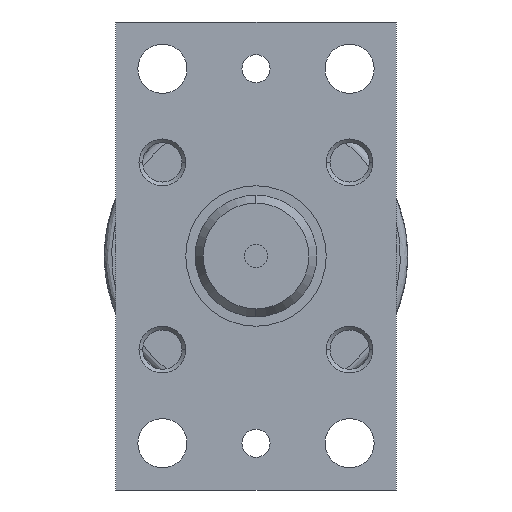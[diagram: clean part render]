
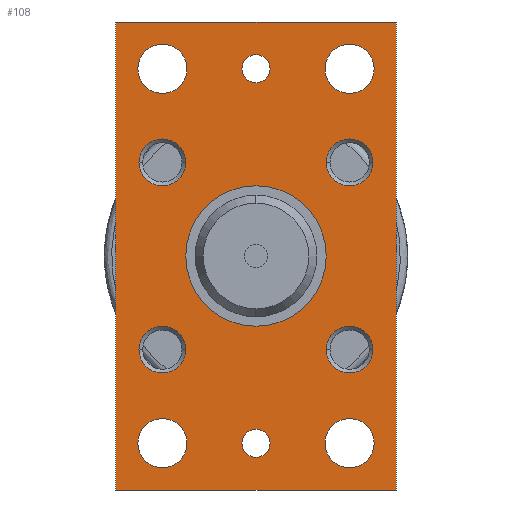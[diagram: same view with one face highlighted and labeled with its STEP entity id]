
A CAD part, left-side view. The second image highlights one B-rep face of the part: STEP entity #108.
In plain terms, the highlighted planar face has unit normal (-1, 0, 0).
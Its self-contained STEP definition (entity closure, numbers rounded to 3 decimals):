
#108=ADVANCED_FACE('',(#271,#272,#273,#274,#275,#276,#277,#278,#279,#280,#281,#282),#283,.F.);
#271=FACE_BOUND('',#512,.T.);
#272=FACE_BOUND('',#513,.T.);
#273=FACE_BOUND('',#514,.T.);
#274=FACE_BOUND('',#515,.T.);
#275=FACE_BOUND('',#516,.T.);
#276=FACE_BOUND('',#517,.T.);
#277=FACE_BOUND('',#518,.T.);
#278=FACE_BOUND('',#519,.T.);
#279=FACE_BOUND('',#520,.T.);
#280=FACE_BOUND('',#521,.T.);
#281=FACE_BOUND('',#522,.T.);
#282=FACE_OUTER_BOUND('',#523,.T.);
#283=PLANE('',#524);
#512=EDGE_LOOP('',(#865,#866));
#513=EDGE_LOOP('',(#867,#868));
#514=EDGE_LOOP('',(#869,#870));
#515=EDGE_LOOP('',(#871,#872));
#516=EDGE_LOOP('',(#873,#874));
#517=EDGE_LOOP('',(#875,#876));
#518=EDGE_LOOP('',(#877,#878));
#519=EDGE_LOOP('',(#879,#880));
#520=EDGE_LOOP('',(#881,#882));
#521=EDGE_LOOP('',(#883,#884));
#522=EDGE_LOOP('',(#885,#886));
#523=EDGE_LOOP('',(#887,#888,#889,#890));
#524=AXIS2_PLACEMENT_3D('',#891,#892,#893);
#865=ORIENTED_EDGE('',*,*,#1427,.T.);
#866=ORIENTED_EDGE('',*,*,#1428,.T.);
#867=ORIENTED_EDGE('',*,*,#1429,.T.);
#868=ORIENTED_EDGE('',*,*,#1430,.T.);
#869=ORIENTED_EDGE('',*,*,#1431,.T.);
#870=ORIENTED_EDGE('',*,*,#1432,.T.);
#871=ORIENTED_EDGE('',*,*,#1433,.T.);
#872=ORIENTED_EDGE('',*,*,#1434,.T.);
#873=ORIENTED_EDGE('',*,*,#1435,.T.);
#874=ORIENTED_EDGE('',*,*,#1436,.T.);
#875=ORIENTED_EDGE('',*,*,#1437,.T.);
#876=ORIENTED_EDGE('',*,*,#1416,.T.);
#877=ORIENTED_EDGE('',*,*,#1438,.T.);
#878=ORIENTED_EDGE('',*,*,#1401,.T.);
#879=ORIENTED_EDGE('',*,*,#1439,.T.);
#880=ORIENTED_EDGE('',*,*,#1440,.T.);
#881=ORIENTED_EDGE('',*,*,#1441,.T.);
#882=ORIENTED_EDGE('',*,*,#1442,.T.);
#883=ORIENTED_EDGE('',*,*,#1443,.T.);
#884=ORIENTED_EDGE('',*,*,#1444,.T.);
#885=ORIENTED_EDGE('',*,*,#1445,.T.);
#886=ORIENTED_EDGE('',*,*,#1446,.T.);
#887=ORIENTED_EDGE('',*,*,#1447,.T.);
#888=ORIENTED_EDGE('',*,*,#1448,.T.);
#889=ORIENTED_EDGE('',*,*,#1404,.T.);
#890=ORIENTED_EDGE('',*,*,#1449,.T.);
#891=CARTESIAN_POINT('',(-10.0,0.0,0.0));
#892=DIRECTION('',(1.0,0.0,0.));
#893=DIRECTION('',(0.,0.0,-1.0));
#1401=EDGE_CURVE('',#1627,#1631,#1633,.T.);
#1404=EDGE_CURVE('',#1638,#1636,#1639,.T.);
#1416=EDGE_CURVE('',#1654,#1658,#1660,.T.);
#1427=EDGE_CURVE('',#1677,#1678,#1679,.T.);
#1428=EDGE_CURVE('',#1678,#1677,#1680,.T.);
#1429=EDGE_CURVE('',#1681,#1682,#1683,.T.);
#1430=EDGE_CURVE('',#1682,#1681,#1684,.T.);
#1431=EDGE_CURVE('',#1685,#1686,#1687,.T.);
#1432=EDGE_CURVE('',#1686,#1685,#1688,.T.);
#1433=EDGE_CURVE('',#1689,#1690,#1691,.T.);
#1434=EDGE_CURVE('',#1690,#1689,#1692,.T.);
#1435=EDGE_CURVE('',#1693,#1694,#1695,.T.);
#1436=EDGE_CURVE('',#1694,#1693,#1696,.T.);
#1437=EDGE_CURVE('',#1658,#1654,#1697,.T.);
#1438=EDGE_CURVE('',#1631,#1627,#1698,.T.);
#1439=EDGE_CURVE('',#1699,#1700,#1701,.T.);
#1440=EDGE_CURVE('',#1700,#1699,#1702,.T.);
#1441=EDGE_CURVE('',#1703,#1704,#1705,.T.);
#1442=EDGE_CURVE('',#1704,#1703,#1706,.T.);
#1443=EDGE_CURVE('',#1707,#1708,#1709,.T.);
#1444=EDGE_CURVE('',#1708,#1707,#1710,.T.);
#1445=EDGE_CURVE('',#1711,#1712,#1713,.T.);
#1446=EDGE_CURVE('',#1712,#1711,#1714,.T.);
#1447=EDGE_CURVE('',#1715,#1716,#1717,.T.);
#1448=EDGE_CURVE('',#1716,#1638,#1718,.T.);
#1449=EDGE_CURVE('',#1636,#1715,#1719,.T.);
#1627=VERTEX_POINT('',#1953);
#1631=VERTEX_POINT('',#1958);
#1633=CIRCLE('',#1961,5.25);
#1636=VERTEX_POINT('',#1964);
#1638=VERTEX_POINT('',#1967);
#1639=LINE('',#1968,#1969);
#1654=VERTEX_POINT('',#1988);
#1658=VERTEX_POINT('',#1993);
#1660=CIRCLE('',#1996,3.0);
#1677=VERTEX_POINT('',#2015);
#1678=VERTEX_POINT('',#2016);
#1679=CIRCLE('',#2017,5.0);
#1680=CIRCLE('',#2018,5.0);
#1681=VERTEX_POINT('',#2019);
#1682=VERTEX_POINT('',#2020);
#1683=CIRCLE('',#2021,5.0);
#1684=CIRCLE('',#2022,5.0);
#1685=VERTEX_POINT('',#2023);
#1686=VERTEX_POINT('',#2024);
#1687=CIRCLE('',#2025,5.0);
#1688=CIRCLE('',#2026,5.0);
#1689=VERTEX_POINT('',#2027);
#1690=VERTEX_POINT('',#2028);
#1691=CIRCLE('',#2029,5.0);
#1692=CIRCLE('',#2030,5.0);
#1693=VERTEX_POINT('',#2031);
#1694=VERTEX_POINT('',#2032);
#1695=CIRCLE('',#2033,3.0);
#1696=CIRCLE('',#2034,3.0);
#1697=CIRCLE('',#2035,3.0);
#1698=CIRCLE('',#2036,5.25);
#1699=VERTEX_POINT('',#2037);
#1700=VERTEX_POINT('',#2038);
#1701=CIRCLE('',#2039,5.25);
#1702=CIRCLE('',#2040,5.25);
#1703=VERTEX_POINT('',#2041);
#1704=VERTEX_POINT('',#2042);
#1705=CIRCLE('',#2043,5.25);
#1706=CIRCLE('',#2044,5.25);
#1707=VERTEX_POINT('',#2045);
#1708=VERTEX_POINT('',#2046);
#1709=CIRCLE('',#2047,5.25);
#1710=CIRCLE('',#2048,5.25);
#1711=VERTEX_POINT('',#2049);
#1712=VERTEX_POINT('',#2050);
#1713=CIRCLE('',#2051,15.0);
#1714=CIRCLE('',#2052,15.0);
#1715=VERTEX_POINT('',#2053);
#1716=VERTEX_POINT('',#2054);
#1717=LINE('',#2055,#2056);
#1718=LINE('',#2057,#2058);
#1719=LINE('',#2059,#2060);
#1953=CARTESIAN_POINT('',(-10.0,20.0,-45.25));
#1958=CARTESIAN_POINT('',(-10.0,20.0,-34.75));
#1961=AXIS2_PLACEMENT_3D('',#2363,#2364,#2365);
#1964=CARTESIAN_POINT('',(-10.0,30.0,50.0));
#1967=CARTESIAN_POINT('',(-10.0,-30.0,50.0));
#1968=CARTESIAN_POINT('',(-10.0,0.0,50.0));
#1969=VECTOR('',#2367,1.0);
#1988=CARTESIAN_POINT('',(-10.0,0.,37.0));
#1993=CARTESIAN_POINT('',(-10.0,0.,43.0));
#1996=AXIS2_PLACEMENT_3D('',#2383,#2384,#2385);
#2015=CARTESIAN_POINT('',(-10.0,25.0,-20.0));
#2016=CARTESIAN_POINT('',(-10.0,15.0,-20.0));
#2017=AXIS2_PLACEMENT_3D('',#2403,#2404,#2405);
#2018=AXIS2_PLACEMENT_3D('',#2406,#2407,#2408);
#2019=CARTESIAN_POINT('',(-10.0,-15.0,-20.0));
#2020=CARTESIAN_POINT('',(-10.0,-25.0,-20.0));
#2021=AXIS2_PLACEMENT_3D('',#2409,#2410,#2411);
#2022=AXIS2_PLACEMENT_3D('',#2412,#2413,#2414);
#2023=CARTESIAN_POINT('',(-10.0,25.0,20.0));
#2024=CARTESIAN_POINT('',(-10.0,15.0,20.0));
#2025=AXIS2_PLACEMENT_3D('',#2415,#2416,#2417);
#2026=AXIS2_PLACEMENT_3D('',#2418,#2419,#2420);
#2027=CARTESIAN_POINT('',(-10.0,-15.0,20.0));
#2028=CARTESIAN_POINT('',(-10.0,-25.0,20.0));
#2029=AXIS2_PLACEMENT_3D('',#2421,#2422,#2423);
#2030=AXIS2_PLACEMENT_3D('',#2424,#2425,#2426);
#2031=CARTESIAN_POINT('',(-10.0,0.,-37.0));
#2032=CARTESIAN_POINT('',(-10.0,0.,-43.0));
#2033=AXIS2_PLACEMENT_3D('',#2427,#2428,#2429);
#2034=AXIS2_PLACEMENT_3D('',#2430,#2431,#2432);
#2035=AXIS2_PLACEMENT_3D('',#2433,#2434,#2435);
#2036=AXIS2_PLACEMENT_3D('',#2436,#2437,#2438);
#2037=CARTESIAN_POINT('',(-10.0,-20.0,-34.75));
#2038=CARTESIAN_POINT('',(-10.0,-20.0,-45.25));
#2039=AXIS2_PLACEMENT_3D('',#2439,#2440,#2441);
#2040=AXIS2_PLACEMENT_3D('',#2442,#2443,#2444);
#2041=CARTESIAN_POINT('',(-10.0,20.0,45.25));
#2042=CARTESIAN_POINT('',(-10.0,20.0,34.75));
#2043=AXIS2_PLACEMENT_3D('',#2445,#2446,#2447);
#2044=AXIS2_PLACEMENT_3D('',#2448,#2449,#2450);
#2045=CARTESIAN_POINT('',(-10.0,-20.0,45.25));
#2046=CARTESIAN_POINT('',(-10.0,-20.0,34.75));
#2047=AXIS2_PLACEMENT_3D('',#2451,#2452,#2453);
#2048=AXIS2_PLACEMENT_3D('',#2454,#2455,#2456);
#2049=CARTESIAN_POINT('',(-10.0,0.,15.0));
#2050=CARTESIAN_POINT('',(-10.0,0.,-15.0));
#2051=AXIS2_PLACEMENT_3D('',#2457,#2458,#2459);
#2052=AXIS2_PLACEMENT_3D('',#2460,#2461,#2462);
#2053=CARTESIAN_POINT('',(-10.0,30.0,-50.0));
#2054=CARTESIAN_POINT('',(-10.0,-30.0,-50.0));
#2055=CARTESIAN_POINT('',(-10.0,0.0,-50.0));
#2056=VECTOR('',#2463,1.0);
#2057=CARTESIAN_POINT('',(-10.0,-30.0,0.0));
#2058=VECTOR('',#2464,1.0);
#2059=CARTESIAN_POINT('',(-10.0,30.0,0.0));
#2060=VECTOR('',#2465,1.0);
#2363=CARTESIAN_POINT('',(-10.0,20.0,-40.0));
#2364=DIRECTION('',(1.0,0.0,0.));
#2365=DIRECTION('',(0.,0.0,-1.0));
#2367=DIRECTION('',(0.0,1.0,0.0));
#2383=CARTESIAN_POINT('',(-10.0,0.0,40.0));
#2384=DIRECTION('',(1.0,0.0,0.));
#2385=DIRECTION('',(0.,0.0,-1.0));
#2403=CARTESIAN_POINT('',(-10.0,20.0,-20.0));
#2404=DIRECTION('',(1.0,-0.0,0.));
#2405=DIRECTION('',(0.0,1.0,0.0));
#2406=CARTESIAN_POINT('',(-10.0,20.0,-20.0));
#2407=DIRECTION('',(1.0,-0.0,0.));
#2408=DIRECTION('',(0.0,1.0,0.0));
#2409=CARTESIAN_POINT('',(-10.0,-20.0,-20.0));
#2410=DIRECTION('',(1.0,-0.0,0.));
#2411=DIRECTION('',(0.0,1.0,0.0));
#2412=CARTESIAN_POINT('',(-10.0,-20.0,-20.0));
#2413=DIRECTION('',(1.0,-0.0,0.));
#2414=DIRECTION('',(0.0,1.0,0.0));
#2415=CARTESIAN_POINT('',(-10.0,20.0,20.0));
#2416=DIRECTION('',(1.0,-0.0,0.));
#2417=DIRECTION('',(0.0,1.0,0.0));
#2418=CARTESIAN_POINT('',(-10.0,20.0,20.0));
#2419=DIRECTION('',(1.0,-0.0,0.));
#2420=DIRECTION('',(0.0,1.0,0.0));
#2421=CARTESIAN_POINT('',(-10.0,-20.0,20.0));
#2422=DIRECTION('',(1.0,-0.0,0.));
#2423=DIRECTION('',(0.0,1.0,0.0));
#2424=CARTESIAN_POINT('',(-10.0,-20.0,20.0));
#2425=DIRECTION('',(1.0,-0.0,0.));
#2426=DIRECTION('',(0.0,1.0,0.0));
#2427=CARTESIAN_POINT('',(-10.0,0.0,-40.0));
#2428=DIRECTION('',(1.0,0.0,0.));
#2429=DIRECTION('',(0.,0.0,-1.0));
#2430=CARTESIAN_POINT('',(-10.0,0.0,-40.0));
#2431=DIRECTION('',(1.0,0.0,0.));
#2432=DIRECTION('',(0.,0.0,-1.0));
#2433=CARTESIAN_POINT('',(-10.0,0.0,40.0));
#2434=DIRECTION('',(1.0,0.0,0.));
#2435=DIRECTION('',(0.,0.0,-1.0));
#2436=CARTESIAN_POINT('',(-10.0,20.0,-40.0));
#2437=DIRECTION('',(1.0,0.0,0.));
#2438=DIRECTION('',(0.,0.0,-1.0));
#2439=CARTESIAN_POINT('',(-10.0,-20.0,-40.0));
#2440=DIRECTION('',(1.0,0.0,0.));
#2441=DIRECTION('',(0.,0.0,-1.0));
#2442=CARTESIAN_POINT('',(-10.0,-20.0,-40.0));
#2443=DIRECTION('',(1.0,0.0,0.));
#2444=DIRECTION('',(0.,0.0,-1.0));
#2445=CARTESIAN_POINT('',(-10.0,20.0,40.0));
#2446=DIRECTION('',(1.0,0.0,0.));
#2447=DIRECTION('',(0.,0.0,-1.0));
#2448=CARTESIAN_POINT('',(-10.0,20.0,40.0));
#2449=DIRECTION('',(1.0,0.0,0.));
#2450=DIRECTION('',(0.,0.0,-1.0));
#2451=CARTESIAN_POINT('',(-10.0,-20.0,40.0));
#2452=DIRECTION('',(1.0,0.0,0.));
#2453=DIRECTION('',(0.,0.0,-1.0));
#2454=CARTESIAN_POINT('',(-10.0,-20.0,40.0));
#2455=DIRECTION('',(1.0,0.0,0.));
#2456=DIRECTION('',(0.,0.0,-1.0));
#2457=CARTESIAN_POINT('',(-10.0,0.0,0.0));
#2458=DIRECTION('',(1.0,0.0,0.));
#2459=DIRECTION('',(0.,0.0,-1.0));
#2460=CARTESIAN_POINT('',(-10.0,0.0,0.0));
#2461=DIRECTION('',(1.0,0.0,0.));
#2462=DIRECTION('',(0.,0.0,-1.0));
#2463=DIRECTION('',(0.0,-1.0,0.0));
#2464=DIRECTION('',(0.,0.0,1.0));
#2465=DIRECTION('',(0.,0.0,-1.0));
